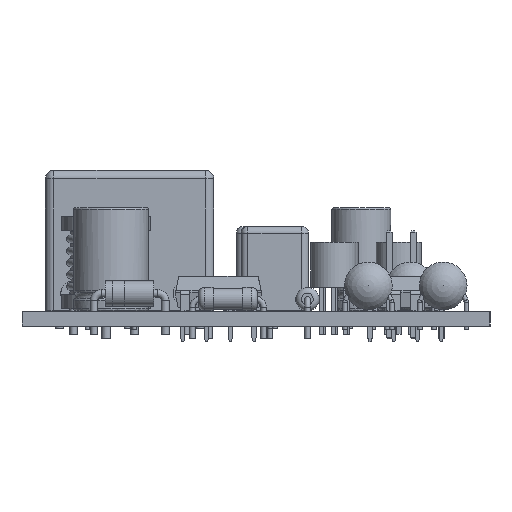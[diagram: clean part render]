
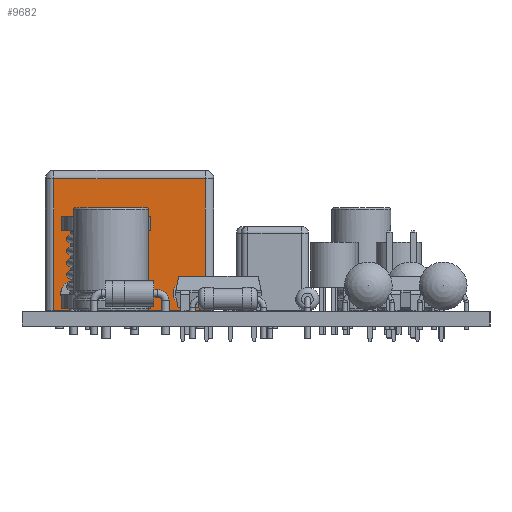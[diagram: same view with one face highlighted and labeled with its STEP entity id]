
A CAD part, left-side view. The second image highlights one B-rep face of the part: STEP entity #9682.
In plain terms, the highlighted face is planar.
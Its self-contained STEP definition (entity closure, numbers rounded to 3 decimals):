
#9499 = VERTEX_POINT('',#9500);
#9500 = CARTESIAN_POINT('',(-0.6,-4.5,0.));
#9507 = EDGE_CURVE('',#9499,#9508,#9510,.T.);
#9508 = VERTEX_POINT('',#9509);
#9509 = CARTESIAN_POINT('',(-0.6,-4.5,14.1));
#9510 = LINE('',#9511,#9512);
#9511 = CARTESIAN_POINT('',(-0.6,-4.5,0.));
#9512 = VECTOR('',#9513,1.);
#9513 = DIRECTION('',(0.,0.,1.));
#9565 = EDGE_CURVE('',#9499,#9566,#9568,.T.);
#9566 = VERTEX_POINT('',#9567);
#9567 = CARTESIAN_POINT('',(15.6,-4.5,0.));
#9568 = LINE('',#9569,#9570);
#9569 = CARTESIAN_POINT('',(-1.5,-4.5,0.));
#9570 = VECTOR('',#9571,1.);
#9571 = DIRECTION('',(1.,0.,0.));
#9682 = ADVANCED_FACE('',(#9683),#9701,.F.);
#9683 = FACE_BOUND('',#9684,.F.);
#9684 = EDGE_LOOP('',(#9685,#9686,#9694,#9700));
#9685 = ORIENTED_EDGE('',*,*,#9507,.T.);
#9686 = ORIENTED_EDGE('',*,*,#9687,.F.);
#9687 = EDGE_CURVE('',#9688,#9508,#9690,.T.);
#9688 = VERTEX_POINT('',#9689);
#9689 = CARTESIAN_POINT('',(15.6,-4.5,14.1));
#9690 = LINE('',#9691,#9692);
#9691 = CARTESIAN_POINT('',(15.6,-4.5,14.1));
#9692 = VECTOR('',#9693,1.);
#9693 = DIRECTION('',(-1.,-0.,-0.));
#9694 = ORIENTED_EDGE('',*,*,#9695,.F.);
#9695 = EDGE_CURVE('',#9566,#9688,#9696,.T.);
#9696 = LINE('',#9697,#9698);
#9697 = CARTESIAN_POINT('',(15.6,-4.5,0.));
#9698 = VECTOR('',#9699,1.);
#9699 = DIRECTION('',(0.,0.,1.));
#9700 = ORIENTED_EDGE('',*,*,#9565,.F.);
#9701 = PLANE('',#9702);
#9702 = AXIS2_PLACEMENT_3D('',#9703,#9704,#9705);
#9703 = CARTESIAN_POINT('',(-1.5,-4.5,0.));
#9704 = DIRECTION('',(0.,1.,0.));
#9705 = DIRECTION('',(0.,-0.,1.));
